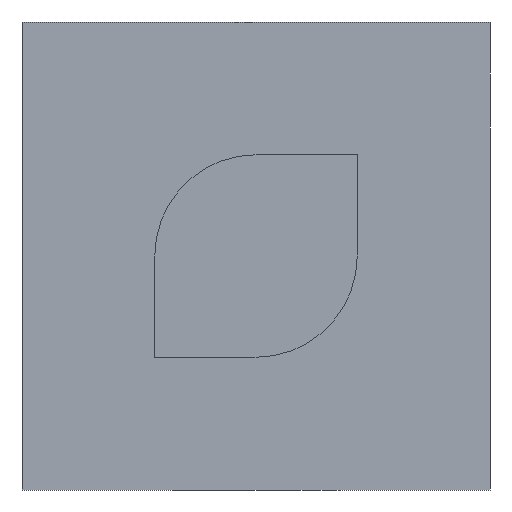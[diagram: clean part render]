
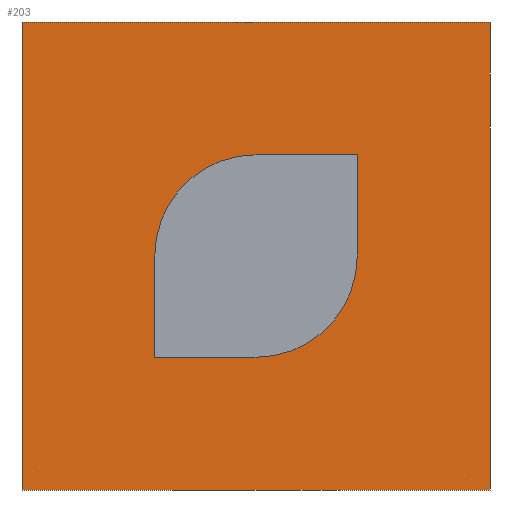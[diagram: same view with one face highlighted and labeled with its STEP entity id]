
A CAD part, front view. The second image highlights one B-rep face of the part: STEP entity #203.
In plain terms, the highlighted planar face has unit normal (0, -1, 0).
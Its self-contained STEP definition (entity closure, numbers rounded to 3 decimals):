
#20 = VECTOR ( 'NONE', #674, 1000. ) ;
#21 = VERTEX_POINT ( 'NONE', #104 ) ;
#46 = VECTOR ( 'NONE', #450, 1000. ) ;
#76 = CARTESIAN_POINT ( 'NONE',  ( 9.25, 0., 4. ) ) ;
#104 = CARTESIAN_POINT ( 'NONE',  ( -4., 0., 0. ) ) ;
#111 = DIRECTION ( 'NONE',  ( 0., 0., 1. ) ) ;
#137 = CARTESIAN_POINT ( 'NONE',  ( -4., 0., -4. ) ) ;
#143 = DIRECTION ( 'NONE',  ( 0., 0., -1. ) ) ;
#145 = EDGE_CURVE ( 'NONE', #679, #263, #726, .T. ) ;
#164 = ORIENTED_EDGE ( 'NONE', *, *, #658, .T. ) ;
#165 = DIRECTION ( 'NONE',  ( 1., 0., 0. ) ) ;
#170 = CARTESIAN_POINT ( 'NONE',  ( 9.25, 0., 0. ) ) ;
#178 = ORIENTED_EDGE ( 'NONE', *, *, #219, .T. ) ;
#185 = CARTESIAN_POINT ( 'NONE',  ( 0., 0., -4. ) ) ;
#203 = ADVANCED_FACE ( 'NONE', ( #739, #659 ), #918, .T. ) ;
#211 = CARTESIAN_POINT ( 'NONE',  ( -9.25, 0., 9.25 ) ) ;
#219 = EDGE_CURVE ( 'NONE', #729, #21, #767, .T. ) ;
#247 = AXIS2_PLACEMENT_3D ( 'NONE', #875, #522, #111 ) ;
#263 = VERTEX_POINT ( 'NONE', #825 ) ;
#289 = EDGE_CURVE ( 'NONE', #568, #512, #632, .T. ) ;
#305 = DIRECTION ( 'NONE',  ( 0., 1., 0. ) ) ;
#306 = VERTEX_POINT ( 'NONE', #763 ) ;
#327 = LINE ( 'NONE', #712, #454 ) ;
#330 = ORIENTED_EDGE ( 'NONE', *, *, #536, .T. ) ;
#355 = CARTESIAN_POINT ( 'NONE',  ( 9.25, 0., -9.25 ) ) ;
#358 = VECTOR ( 'NONE', #165, 1000. ) ;
#363 = EDGE_CURVE ( 'NONE', #488, #306, #677, .T. ) ;
#375 = DIRECTION ( 'NONE',  ( 0., 0., -1. ) ) ;
#376 = EDGE_CURVE ( 'NONE', #421, #1092, #563, .T. ) ;
#380 = DIRECTION ( 'NONE',  ( 0., 0., 1. ) ) ;
#391 = DIRECTION ( 'NONE',  ( 0., -1., 0. ) ) ;
#409 = CARTESIAN_POINT ( 'NONE',  ( 9.25, 0., -9.25 ) ) ;
#421 = VERTEX_POINT ( 'NONE', #599 ) ;
#434 = ORIENTED_EDGE ( 'NONE', *, *, #363, .F. ) ;
#435 = ORIENTED_EDGE ( 'NONE', *, *, #630, .T. ) ;
#450 = DIRECTION ( 'NONE',  ( 1., 0., 0. ) ) ;
#454 = VECTOR ( 'NONE', #708, 1000. ) ;
#458 = EDGE_LOOP ( 'NONE', ( #835, #532, #330, #434 ) ) ;
#462 = EDGE_CURVE ( 'NONE', #21, #421, #868, .T. ) ;
#487 = AXIS2_PLACEMENT_3D ( 'NONE', #664, #305, #572 ) ;
#488 = VERTEX_POINT ( 'NONE', #355 ) ;
#512 = VERTEX_POINT ( 'NONE', #185 ) ;
#522 = DIRECTION ( 'NONE',  ( 0., 1., 0. ) ) ;
#525 = CARTESIAN_POINT ( 'NONE',  ( 4., 0., 4. ) ) ;
#529 = EDGE_LOOP ( 'NONE', ( #435, #178, #928, #649, #164, #727 ) ) ;
#532 = ORIENTED_EDGE ( 'NONE', *, *, #145, .F. ) ;
#536 = EDGE_CURVE ( 'NONE', #679, #306, #327, .T. ) ;
#563 = LINE ( 'NONE', #76, #358 ) ;
#568 = VERTEX_POINT ( 'NONE', #1055 ) ;
#572 = DIRECTION ( 'NONE',  ( 0., 0., 1. ) ) ;
#575 = VECTOR ( 'NONE', #380, 1000. ) ;
#576 = LINE ( 'NONE', #806, #854 ) ;
#589 = VECTOR ( 'NONE', #1019, 1000. ) ;
#599 = CARTESIAN_POINT ( 'NONE',  ( 0., 0., 4. ) ) ;
#630 = EDGE_CURVE ( 'NONE', #512, #729, #1047, .T. ) ;
#632 = CIRCLE ( 'NONE', #487, 4. ) ;
#640 = AXIS2_PLACEMENT_3D ( 'NONE', #646, #391, #143 ) ;
#646 = CARTESIAN_POINT ( 'NONE',  ( 9.25, 0., 9.25 ) ) ;
#649 = ORIENTED_EDGE ( 'NONE', *, *, #376, .T. ) ;
#658 = EDGE_CURVE ( 'NONE', #1092, #568, #576, .T. ) ;
#659 = FACE_OUTER_BOUND ( 'NONE', #458, .T. ) ;
#664 = CARTESIAN_POINT ( 'NONE',  ( 0., 0., 0. ) ) ;
#674 = DIRECTION ( 'NONE',  ( -1., 0., 0. ) ) ;
#677 = LINE ( 'NONE', #409, #20 ) ;
#679 = VERTEX_POINT ( 'NONE', #211 ) ;
#708 = DIRECTION ( 'NONE',  ( 0., 0., -1. ) ) ;
#712 = CARTESIAN_POINT ( 'NONE',  ( -9.25, 0., 9.25 ) ) ;
#720 = CARTESIAN_POINT ( 'NONE',  ( 9.25, 0., -4. ) ) ;
#726 = LINE ( 'NONE', #809, #46 ) ;
#727 = ORIENTED_EDGE ( 'NONE', *, *, #289, .T. ) ;
#729 = VERTEX_POINT ( 'NONE', #137 ) ;
#739 = FACE_BOUND ( 'NONE', #529, .T. ) ;
#753 = VECTOR ( 'NONE', #972, 1000. ) ;
#763 = CARTESIAN_POINT ( 'NONE',  ( -9.25, 0., -9.25 ) ) ;
#767 = LINE ( 'NONE', #822, #575 ) ;
#806 = CARTESIAN_POINT ( 'NONE',  ( 4., 0., 9.25 ) ) ;
#809 = CARTESIAN_POINT ( 'NONE',  ( 9.25, 0., 9.25 ) ) ;
#822 = CARTESIAN_POINT ( 'NONE',  ( -4., 0., 9.25 ) ) ;
#825 = CARTESIAN_POINT ( 'NONE',  ( 9.25, 0., 9.25 ) ) ;
#835 = ORIENTED_EDGE ( 'NONE', *, *, #904, .F. ) ;
#854 = VECTOR ( 'NONE', #375, 1000. ) ;
#868 = CIRCLE ( 'NONE', #247, 4. ) ;
#875 = CARTESIAN_POINT ( 'NONE',  ( 0., 0., 0. ) ) ;
#904 = EDGE_CURVE ( 'NONE', #263, #488, #961, .T. ) ;
#918 = PLANE ( 'NONE',  #640 ) ;
#928 = ORIENTED_EDGE ( 'NONE', *, *, #462, .T. ) ;
#961 = LINE ( 'NONE', #170, #589 ) ;
#972 = DIRECTION ( 'NONE',  ( -1., 0., 0. ) ) ;
#1019 = DIRECTION ( 'NONE',  ( 0., 0., -1. ) ) ;
#1047 = LINE ( 'NONE', #720, #753 ) ;
#1055 = CARTESIAN_POINT ( 'NONE',  ( 4., 0., 0. ) ) ;
#1092 = VERTEX_POINT ( 'NONE', #525 ) ;
